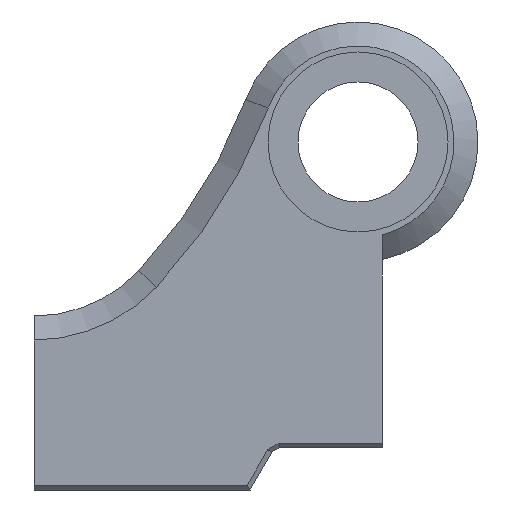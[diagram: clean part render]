
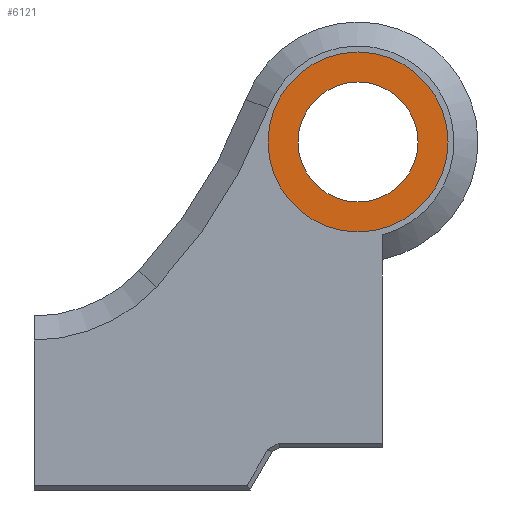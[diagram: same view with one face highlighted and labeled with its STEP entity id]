
A CAD part, front view. The second image highlights one B-rep face of the part: STEP entity #6121.
In plain terms, the highlighted planar face has unit normal (0, -1, 0).
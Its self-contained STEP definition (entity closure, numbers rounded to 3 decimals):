
#2771 = CYLINDRICAL_SURFACE('',#2772,5.);
#2772 = AXIS2_PLACEMENT_3D('',#2773,#2774,#2775);
#2773 = CARTESIAN_POINT('',(27.,-7.,20.));
#2774 = DIRECTION('',(0.,1.,0.));
#2775 = DIRECTION('',(1.,0.,0.));
#4362 = CYLINDRICAL_SURFACE('',#4363,7.5);
#4363 = AXIS2_PLACEMENT_3D('',#4364,#4365,#4366);
#4364 = CARTESIAN_POINT('',(27.,-2.,20.));
#4365 = DIRECTION('',(0.,-1.,0.));
#4366 = DIRECTION('',(1.,0.,0.));
#5485 = VERTEX_POINT('',#5486);
#5486 = CARTESIAN_POINT('',(34.5,-2.,20.));
#5507 = EDGE_CURVE('',#5485,#5485,#5508,.T.);
#5508 = SURFACE_CURVE('',#5509,(#5514,#5521),.PCURVE_S1.);
#5509 = CIRCLE('',#5510,7.5);
#5510 = AXIS2_PLACEMENT_3D('',#5511,#5512,#5513);
#5511 = CARTESIAN_POINT('',(27.,-2.,20.));
#5512 = DIRECTION('',(0.,-1.,0.));
#5513 = DIRECTION('',(1.,0.,0.));
#5514 = PCURVE('',#4362,#5515);
#5515 = DEFINITIONAL_REPRESENTATION('',(#5516),#5520);
#5516 = LINE('',#5517,#5518);
#5517 = CARTESIAN_POINT('',(0.,0.));
#5518 = VECTOR('',#5519,1.);
#5519 = DIRECTION('',(1.,0.));
#5520 = ( GEOMETRIC_REPRESENTATION_CONTEXT(2) 
PARAMETRIC_REPRESENTATION_CONTEXT() REPRESENTATION_CONTEXT('2D SPACE',''
  ) );
#5521 = PCURVE('',#5522,#5527);
#5522 = PLANE('',#5523);
#5523 = AXIS2_PLACEMENT_3D('',#5524,#5525,#5526);
#5524 = CARTESIAN_POINT('',(27.,-2.,20.));
#5525 = DIRECTION('',(0.,-1.,0.));
#5526 = DIRECTION('',(1.,0.,0.));
#5527 = DEFINITIONAL_REPRESENTATION('',(#5528),#5532);
#5528 = CIRCLE('',#5529,7.5);
#5529 = AXIS2_PLACEMENT_2D('',#5530,#5531);
#5530 = CARTESIAN_POINT('',(0.,0.));
#5531 = DIRECTION('',(1.,0.));
#5532 = ( GEOMETRIC_REPRESENTATION_CONTEXT(2) 
PARAMETRIC_REPRESENTATION_CONTEXT() REPRESENTATION_CONTEXT('2D SPACE',''
  ) );
#6121 = ADVANCED_FACE('',(#6122,#6125),#5522,.T.);
#6122 = FACE_BOUND('',#6123,.T.);
#6123 = EDGE_LOOP('',(#6124));
#6124 = ORIENTED_EDGE('',*,*,#5507,.T.);
#6125 = FACE_BOUND('',#6126,.T.);
#6126 = EDGE_LOOP('',(#6127));
#6127 = ORIENTED_EDGE('',*,*,#6128,.F.);
#6128 = EDGE_CURVE('',#6129,#6129,#6131,.T.);
#6129 = VERTEX_POINT('',#6130);
#6130 = CARTESIAN_POINT('',(32.,-2.,20.));
#6131 = SURFACE_CURVE('',#6132,(#6137,#6144),.PCURVE_S1.);
#6132 = CIRCLE('',#6133,5.);
#6133 = AXIS2_PLACEMENT_3D('',#6134,#6135,#6136);
#6134 = CARTESIAN_POINT('',(27.,-2.,20.));
#6135 = DIRECTION('',(0.,-1.,0.));
#6136 = DIRECTION('',(1.,0.,0.));
#6137 = PCURVE('',#5522,#6138);
#6138 = DEFINITIONAL_REPRESENTATION('',(#6139),#6143);
#6139 = CIRCLE('',#6140,5.);
#6140 = AXIS2_PLACEMENT_2D('',#6141,#6142);
#6141 = CARTESIAN_POINT('',(0.,0.));
#6142 = DIRECTION('',(1.,0.));
#6143 = ( GEOMETRIC_REPRESENTATION_CONTEXT(2) 
PARAMETRIC_REPRESENTATION_CONTEXT() REPRESENTATION_CONTEXT('2D SPACE',''
  ) );
#6144 = PCURVE('',#2771,#6145);
#6145 = DEFINITIONAL_REPRESENTATION('',(#6146),#6172);
#6146 = B_SPLINE_CURVE_WITH_KNOTS('',3,(#6147,#6148,#6149,#6150,#6151,
    #6152,#6153,#6154,#6155,#6156,#6157,#6158,#6159,#6160,#6161,#6162,
    #6163,#6164,#6165,#6166,#6167,#6168,#6169,#6170,#6171),
  .UNSPECIFIED.,.F.,.F.,(4,1,1,1,1,1,1,1,1,1,1,1,1,1,1,1,1,1,1,1,1,1,4),
  (0.,0.286,0.571,0.857,1.142,
    1.428,1.714,1.999,2.285,
    2.57,2.856,3.142,3.427,
    3.713,3.998,4.284,4.57,
    4.855,5.141,5.426,5.712,
    5.998,6.283),.QUASI_UNIFORM_KNOTS.);
#6147 = CARTESIAN_POINT('',(0.,5.));
#6148 = CARTESIAN_POINT('',(-0.095,5.));
#6149 = CARTESIAN_POINT('',(-0.286,5.));
#6150 = CARTESIAN_POINT('',(-0.571,5.));
#6151 = CARTESIAN_POINT('',(-0.857,5.));
#6152 = CARTESIAN_POINT('',(-1.142,5.));
#6153 = CARTESIAN_POINT('',(-1.428,5.));
#6154 = CARTESIAN_POINT('',(-1.714,5.));
#6155 = CARTESIAN_POINT('',(-1.999,5.));
#6156 = CARTESIAN_POINT('',(-2.285,5.));
#6157 = CARTESIAN_POINT('',(-2.57,5.));
#6158 = CARTESIAN_POINT('',(-2.856,5.));
#6159 = CARTESIAN_POINT('',(-3.142,5.));
#6160 = CARTESIAN_POINT('',(-3.427,5.));
#6161 = CARTESIAN_POINT('',(-3.713,5.));
#6162 = CARTESIAN_POINT('',(-3.998,5.));
#6163 = CARTESIAN_POINT('',(-4.284,5.));
#6164 = CARTESIAN_POINT('',(-4.57,5.));
#6165 = CARTESIAN_POINT('',(-4.855,5.));
#6166 = CARTESIAN_POINT('',(-5.141,5.));
#6167 = CARTESIAN_POINT('',(-5.426,5.));
#6168 = CARTESIAN_POINT('',(-5.712,5.));
#6169 = CARTESIAN_POINT('',(-5.998,5.));
#6170 = CARTESIAN_POINT('',(-6.188,5.));
#6171 = CARTESIAN_POINT('',(-6.283,5.));
#6172 = ( GEOMETRIC_REPRESENTATION_CONTEXT(2) 
PARAMETRIC_REPRESENTATION_CONTEXT() REPRESENTATION_CONTEXT('2D SPACE',''
  ) );
